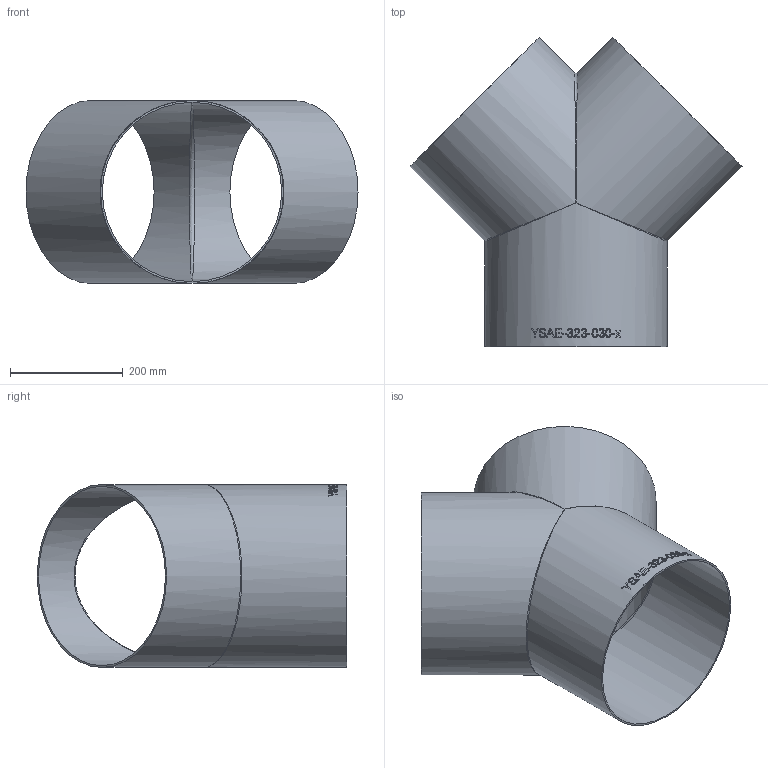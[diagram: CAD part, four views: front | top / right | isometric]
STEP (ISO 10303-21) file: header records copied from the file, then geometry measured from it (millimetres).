
FILE_DESCRIPTION (( 'STEP AP214' ), '1' );
FILE_NAME ('YSAE-323-030-x Y-Stück 2005.STEP', '2020-05-28T07:36:35', ( '' ), ( '' ), 'SwSTEP 2.0', 'SolidWorks 2019', '' );
FILE_SCHEMA (( 'AUTOMOTIVE_DESIGN' ));
Length unit declared in the file: millimetre
Products named in the file (1): YSAE-323-030-x Y-Stück 2005
Bounding box: 588.24 x 548.12 x 323.9 mm (x, y, z)
Volume: 1739138.7 mm3; surface area: 1167950.4 mm2
Topology: 1 solids, 1 shells, 197 faces, 538 edges, 346 vertices
Faces by surface type: bspline 126, plane 46, cylinder 25
Full cylindrical faces by diameter (mm): 317.9 x3, 323.9 x3
Entity records: 36086 total; most frequent: CARTESIAN_POINT 30411, ORIENTED_EDGE 1014, EDGE_CURVE 507, B_SPLINE_CURVE_WITH_KNOTS 375, VERTEX_POINT 336, DIRECTION 322, EDGE_LOOP 221, FACE_OUTER_BOUND 201
